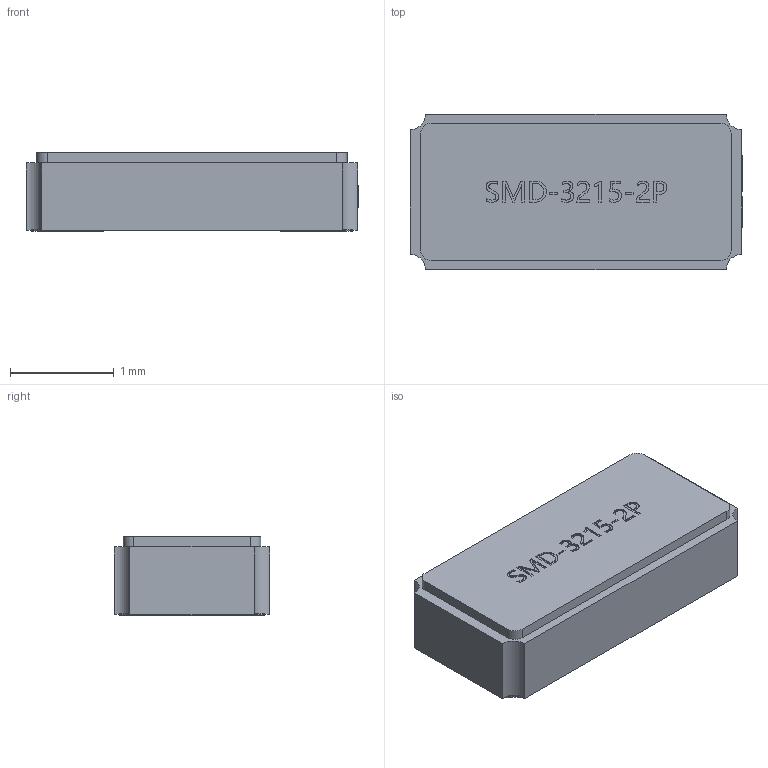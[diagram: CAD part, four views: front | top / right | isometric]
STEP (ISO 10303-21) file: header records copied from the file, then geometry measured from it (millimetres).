
FILE_DESCRIPTION (( 'STEP AP214' ), '1' );
FILE_NAME ('SMD-3215_2P_L3.2-W1.5-H0.8.step', '2022-07-26T08:43:24', ( '' ), ( '' ), 'SwSTEP 2.0', 'SolidWorks 2020', '' );
FILE_SCHEMA (( 'AUTOMOTIVE_DESIGN' ));
Length unit declared in the file: millimetre
Products named in the file (1): SMD-3215_2P_L3.2-W1.5-H0.8
Bounding box: 3.2 x 1.5 x 0.76 mm (x, y, z)
Volume: 3.5 mm3; surface area: 20.5 mm2
Topology: 16 solids, 16 shells, 470 faces, 1251 edges, 834 vertices
Faces by surface type: plane 283, bspline 175, cylinder 12
Entity records: 23725 total; most frequent: CARTESIAN_POINT 8459, ORIENTED_EDGE 2502, DIRECTION 1513, EDGE_CURVE 1251, VECTOR 873, LINE 873, VERTEX_POINT 834, EDGE_LOOP 503
